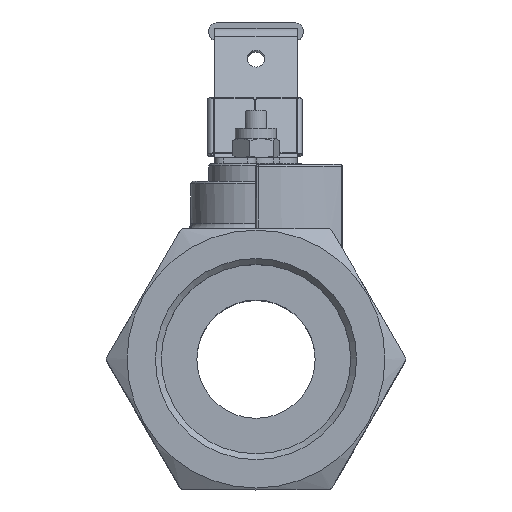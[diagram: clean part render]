
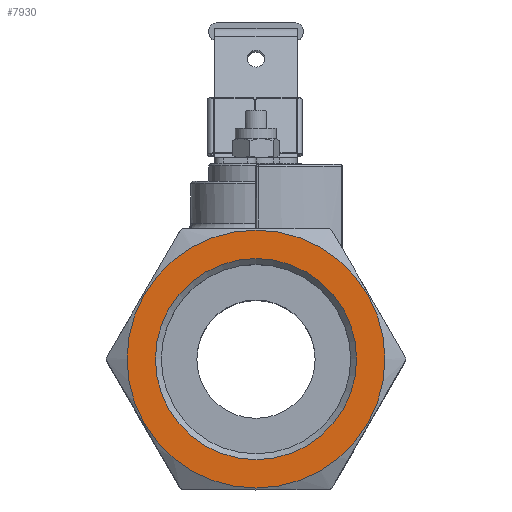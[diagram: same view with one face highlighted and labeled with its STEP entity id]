
A CAD part, top view. The second image highlights one B-rep face of the part: STEP entity #7930.
In plain terms, the highlighted planar face has unit normal (0, 0, 1).
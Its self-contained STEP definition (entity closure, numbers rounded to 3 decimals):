
#62=FACE_BOUND('',#2678,.T.);
#249=PLANE('',#8621);
#2226=FACE_OUTER_BOUND('',#2677,.T.);
#2677=EDGE_LOOP('',(#6036));
#2678=EDGE_LOOP('',(#6037));
#2991=CIRCLE('',#8403,21.8);
#3081=CIRCLE('',#8616,17.);
#3288=VERTEX_POINT('',#11576);
#3504=VERTEX_POINT('',#13883);
#4070=EDGE_CURVE('',#3288,#3288,#2991,.T.);
#4426=EDGE_CURVE('',#3504,#3504,#3081,.T.);
#6036=ORIENTED_EDGE('',*,*,#4070,.T.);
#6037=ORIENTED_EDGE('',*,*,#4426,.F.);
#7930=ADVANCED_FACE('',(#2226,#62),#249,.T.);
#8403=AXIS2_PLACEMENT_3D('',#11577,#9144,#9145);
#8616=AXIS2_PLACEMENT_3D('',#13884,#9713,#9714);
#8621=AXIS2_PLACEMENT_3D('',#13894,#9725,#9726);
#9144=DIRECTION('center_axis',(0.,0.,1.));
#9145=DIRECTION('ref_axis',(0.,1.,0.));
#9713=DIRECTION('center_axis',(0.,0.,1.));
#9714=DIRECTION('ref_axis',(-1.,0.,0.));
#9725=DIRECTION('center_axis',(0.,0.,1.));
#9726=DIRECTION('ref_axis',(1.,0.,0.));
#11576=CARTESIAN_POINT('',(0.,-21.8,38.5));
#11577=CARTESIAN_POINT('Origin',(0.,0.,38.5));
#13883=CARTESIAN_POINT('',(17.,0.,38.5));
#13884=CARTESIAN_POINT('Origin',(0.,0.,38.5));
#13894=CARTESIAN_POINT('Origin',(0.,0.,38.5));
